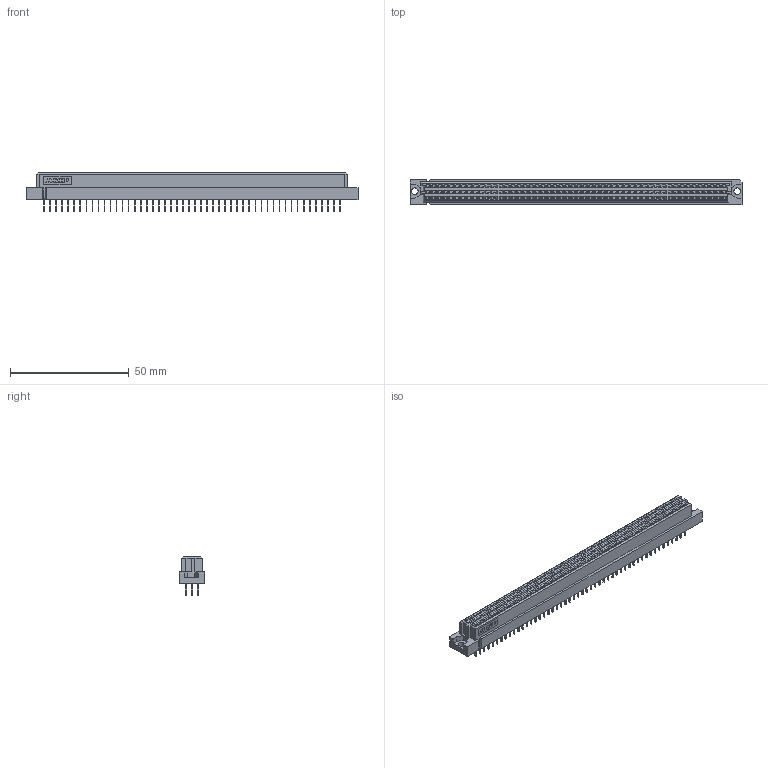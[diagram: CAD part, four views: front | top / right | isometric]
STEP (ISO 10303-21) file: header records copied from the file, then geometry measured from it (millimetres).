
FILE_DESCRIPTION((''),'2;1');
FILE_NAME('C-5535080-05-3','2007-08-31T',('workeradm'),('Tyco Electronics Corporation'),'PRO/ENGINEER BY PARAMETRIC TECHNOLOGY CORPORATION, 2005450','PRO/ENGINEER BY PARAMETRIC TECHNOLOGY CORPORATION, 2005450','');
FILE_SCHEMA(('CONFIG_CONTROL_DESIGN', 'GEOMETRIC_VALIDATION_PROPERTIES_MIM'));
Length unit declared in the file: millimetre
Products named in the file (1): C-5535080-05-3
Bounding box: 139.7 x 10.6 x 16.33 mm (x, y, z)
Volume: 13707.2 mm3; surface area: 8244.2 mm2
Topology: 1 solids, 1 shells, 2490 faces, 6057 edges, 4034 vertices
Faces by surface type: plane 2483, cylinder 5, extrusion 2
Entity records: 71522 total; most frequent: CARTESIAN_POINT 12640, ORIENTED_EDGE 12114, DIRECTION 11041, EDGE_CURVE 6057, VECTOR 6045, LINE 6043, VERTEX_POINT 4034, EDGE_LOOP 2959
